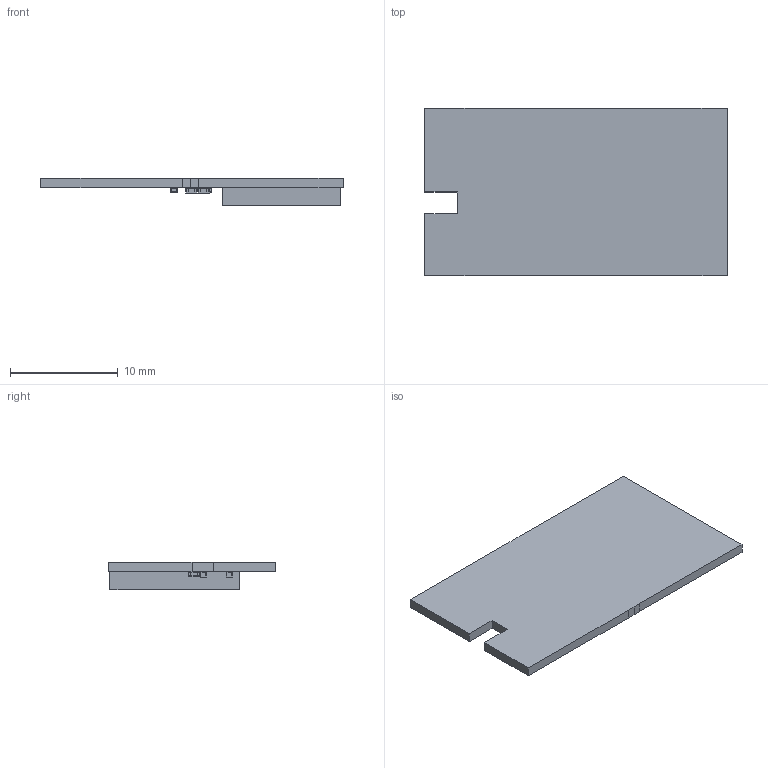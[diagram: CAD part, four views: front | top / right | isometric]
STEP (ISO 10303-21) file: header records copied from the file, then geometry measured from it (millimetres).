
FILE_DESCRIPTION(('Open CASCADE Model'),'2;1');
FILE_NAME('Open CASCADE Shape Model','2019-07-15T11:13:26',('Author'),( 'Open CASCADE'),'Open CASCADE STEP processor 6.8','Open CASCADE 6.8' ,'Unknown');
FILE_SCHEMA(('AUTOMOTIVE_DESIGN { 1 0 10303 214 1 1 1 1 }'));
Length unit declared in the file: millimetre
Products named in the file (23): PCB; Board; Open CASCADE STEP translator 6.8 4.1.1; Open CASCADE STEP translator 6.8 4.1.1.1; L2; 7000978384; Terminal; Open_CASCADE_STEP_translator_6.8_1.1.1; Open_CASCADE_STEP_translator_6.8_1.1.2; Mid_Body; Open_CASCADE_STEP_translator_6.8_1.2.1; L1; C2; 7131242528; Open_CASCADE_STEP_translator_6.8_4.1.1; Open_CASCADE_STEP_translator_6.8_4.1.2; Open_CASCADE_STEP_translator_6.8_4.2.1; C1; A1; 6988869168; Extruded
Assembly tree (24 placements, depth 5):
  PCB
    Board
      Open CASCADE STEP translator 6.8 4.1.1
        Open CASCADE STEP translator 6.8 4.1.1.1
    L2
      7000978384
        Terminal
          Open_CASCADE_STEP_translator_6.8_1.1.1
          Open_CASCADE_STEP_translator_6.8_1.1.2
        Mid_Body
          Open_CASCADE_STEP_translator_6.8_1.2.1
    L1
      7000978384
        Terminal
          Open_CASCADE_STEP_translator_6.8_1.1.1
          Open_CASCADE_STEP_translator_6.8_1.1.2
        Mid_Body
          Open_CASCADE_STEP_translator_6.8_1.2.1
    C2
      7131242528
        Terminal
          Open_CASCADE_STEP_translator_6.8_4.1.1
          Open_CASCADE_STEP_translator_6.8_4.1.2
        Mid_Body
          Open_CASCADE_STEP_translator_6.8_4.2.1
    C1
      7131242528
        Terminal
          Open_CASCADE_STEP_translator_6.8_4.1.1
          Open_CASCADE_STEP_translator_6.8_4.1.2
        Mid_Body
          Open_CASCADE_STEP_translator_6.8_4.2.1
    A1
      6988869168
        Extruded
Bounding box: 28 x 15.5 x 2.59 mm (x, y, z)
Volume: 607.1 mm3; surface area: 1296.4 mm2
Topology: 14 solids, 14 shells, 209 faces, 479 edges, 266 vertices
Faces by surface type: plane 94, cylinder 83, sphere 32
Entity records: 3644 total; most frequent: DIRECTION 625, CARTESIAN_POINT 551, ORIENTED_EDGE 510, EDGE_CURVE 255, AXIS2_PLACEMENT_3D 228, LINE 169, VECTOR 169, VERTEX_POINT 154
